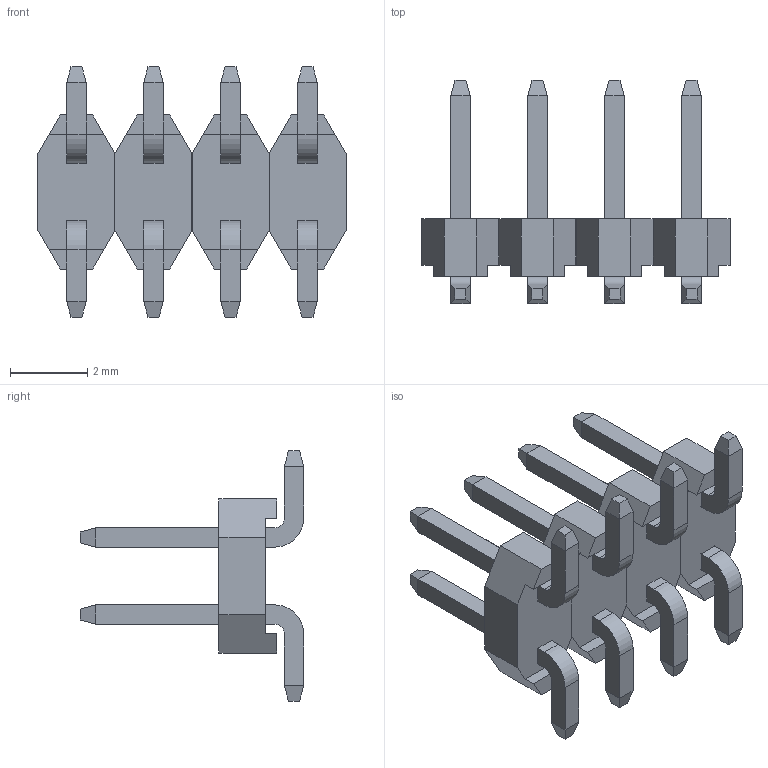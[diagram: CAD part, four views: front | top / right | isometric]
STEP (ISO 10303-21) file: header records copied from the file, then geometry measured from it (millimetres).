
FILE_DESCRIPTION (( 'STEP AP214' ), '1' );
FILE_NAME ('NRPN042MAMS-RC.STEP', '2024-11-20T20:54:22', ( '' ), ( '' ), 'SwSTEP 2.0', 'SolidWorks 2021', '' );
FILE_SCHEMA (( 'AUTOMOTIVE_DESIGN' ));
Length unit declared in the file: millimetre
Products named in the file (3): NRPN022MAMP-RC_N04S; Pin - Gold; NRPN042MAMS-RC
Assembly tree (5 placements, depth 2):
  NRPN042MAMS-RC
    NRPN022MAMP-RC_N04S
    Pin - Gold  x4
Bounding box: 8 x 5.8 x 6.5 mm (x, y, z)
Volume: 46.4 mm3; surface area: 247.9 mm2
Topology: 12 solids, 12 shells, 232 faces, 560 edges, 352 vertices
Faces by surface type: plane 216, cylinder 16
Entity records: 3886 total; most frequent: CARTESIAN_POINT 660, ORIENTED_EDGE 640, DIRECTION 592, EDGE_CURVE 320, VECTOR 312, LINE 312, VERTEX_POINT 208, AXIS2_PLACEMENT_3D 140
